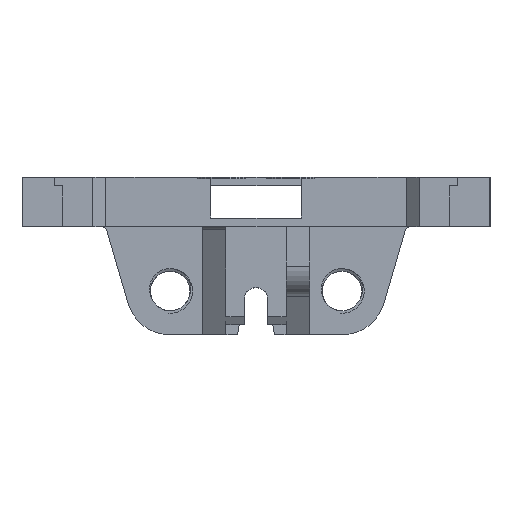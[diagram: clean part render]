
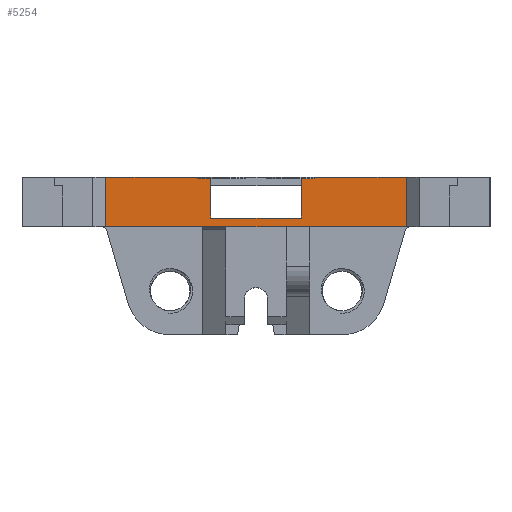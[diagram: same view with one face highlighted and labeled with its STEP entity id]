
A CAD part, left-side view. The second image highlights one B-rep face of the part: STEP entity #5254.
In plain terms, the highlighted face is planar.
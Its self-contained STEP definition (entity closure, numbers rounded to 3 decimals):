
#29 = VECTOR ( 'NONE', #8208, 1000. ) ;
#196 = FACE_OUTER_BOUND ( 'NONE', #8587, .T. ) ;
#914 = EDGE_CURVE ( 'NONE', #14030, #7302, #4435, .T. ) ;
#940 = LINE ( 'NONE', #12551, #12306 ) ;
#1048 = ORIENTED_EDGE ( 'NONE', *, *, #9481, .F. ) ;
#1134 = CARTESIAN_POINT ( 'NONE',  ( -27.5, 11.75, 9.5 ) ) ;
#1165 = DIRECTION ( 'NONE',  ( 0., 0., 1. ) ) ;
#1169 = CARTESIAN_POINT ( 'NONE',  ( -73., 11.75, 9.5 ) ) ;
#1414 = ORIENTED_EDGE ( 'NONE', *, *, #6268, .F. ) ;
#1461 = CARTESIAN_POINT ( 'NONE',  ( -24.399, 11.75, 0.4 ) ) ;
#1477 = VERTEX_POINT ( 'NONE', #12318 ) ;
#1660 = CARTESIAN_POINT ( 'NONE',  ( -51.601, 11.75, 0.4 ) ) ;
#2290 = DIRECTION ( 'NONE',  ( -1., 0., 0. ) ) ;
#2404 = EDGE_CURVE ( 'NONE', #4734, #10952, #5620, .T. ) ;
#2469 = ORIENTED_EDGE ( 'NONE', *, *, #914, .F. ) ;
#2484 = ORIENTED_EDGE ( 'NONE', *, *, #13207, .F. ) ;
#2503 = ORIENTED_EDGE ( 'NONE', *, *, #14360, .F. ) ;
#2591 = LINE ( 'NONE', #13905, #3536 ) ;
#2634 = VECTOR ( 'NONE', #11202, 1000. ) ;
#2886 = CARTESIAN_POINT ( 'NONE',  ( -51.601, 11.75, 0. ) ) ;
#2915 = ORIENTED_EDGE ( 'NONE', *, *, #7934, .F. ) ;
#2940 = ORIENTED_EDGE ( 'NONE', *, *, #15625, .T. ) ;
#3042 = LINE ( 'NONE', #7237, #12698 ) ;
#3064 = CARTESIAN_POINT ( 'NONE',  ( -3., 11.75, 0. ) ) ;
#3072 = ORIENTED_EDGE ( 'NONE', *, *, #4359, .F. ) ;
#3086 = LINE ( 'NONE', #12908, #29 ) ;
#3536 = VECTOR ( 'NONE', #7719, 1000. ) ;
#3541 = DIRECTION ( 'NONE',  ( 1., 0., 0. ) ) ;
#3562 = VERTEX_POINT ( 'NONE', #1461 ) ;
#3796 = VECTOR ( 'NONE', #3541, 1000. ) ;
#3849 = LINE ( 'NONE', #1169, #15000 ) ;
#4267 = CARTESIAN_POINT ( 'NONE',  ( -3., 11.75, 0. ) ) ;
#4283 = DIRECTION ( 'NONE',  ( 0., 0., 1. ) ) ;
#4359 = EDGE_CURVE ( 'NONE', #7808, #3562, #12358, .T. ) ;
#4384 = VECTOR ( 'NONE', #1165, 1000. ) ;
#4435 = LINE ( 'NONE', #8578, #10890 ) ;
#4734 = VERTEX_POINT ( 'NONE', #15373 ) ;
#4861 = ORIENTED_EDGE ( 'NONE', *, *, #15649, .F. ) ;
#4904 = LINE ( 'NONE', #1660, #2634 ) ;
#5254 = ADVANCED_FACE ( 'NONE', ( #196 ), #5829, .T. ) ;
#5620 = LINE ( 'NONE', #7046, #11872 ) ;
#5657 = CARTESIAN_POINT ( 'NONE',  ( -73., 11.75, 11.5 ) ) ;
#5829 = PLANE ( 'NONE',  #7050 ) ;
#5879 = EDGE_CURVE ( 'NONE', #6377, #13611, #940, .T. ) ;
#6268 = EDGE_CURVE ( 'NONE', #4734, #11257, #4904, .T. ) ;
#6377 = VERTEX_POINT ( 'NONE', #3064 ) ;
#6854 = VERTEX_POINT ( 'NONE', #1134 ) ;
#7046 = CARTESIAN_POINT ( 'NONE',  ( -73., 11.75, 0.4 ) ) ;
#7050 = AXIS2_PLACEMENT_3D ( 'NONE', #8174, #11965, #7108 ) ;
#7108 = DIRECTION ( 'NONE',  ( 0., 0., -1. ) ) ;
#7237 = CARTESIAN_POINT ( 'NONE',  ( -27.5, 11.75, 6.5 ) ) ;
#7302 = VERTEX_POINT ( 'NONE', #5657 ) ;
#7319 = CARTESIAN_POINT ( 'NONE',  ( -24.399, 11.75, 0.4 ) ) ;
#7532 = VECTOR ( 'NONE', #12003, 1000. ) ;
#7719 = DIRECTION ( 'NONE',  ( -1., 0., 0. ) ) ;
#7808 = VERTEX_POINT ( 'NONE', #10332 ) ;
#7934 = EDGE_CURVE ( 'NONE', #6854, #1477, #3849, .T. ) ;
#8174 = CARTESIAN_POINT ( 'NONE',  ( -73., 11.75, 6.5 ) ) ;
#8208 = DIRECTION ( 'NONE',  ( 1., 0., 0. ) ) ;
#8575 = CARTESIAN_POINT ( 'NONE',  ( -48.5, 11.75, 6.5 ) ) ;
#8578 = CARTESIAN_POINT ( 'NONE',  ( -73., 11.75, 6.5 ) ) ;
#8587 = EDGE_LOOP ( 'NONE', ( #3072, #8846, #10831, #1048, #2469, #2503, #1414, #15375, #2484, #2915, #4861, #2940 ) ) ;
#8846 = ORIENTED_EDGE ( 'NONE', *, *, #12479, .T. ) ;
#9265 = LINE ( 'NONE', #4267, #11309 ) ;
#9481 = EDGE_CURVE ( 'NONE', #7302, #13611, #3086, .T. ) ;
#9988 = DIRECTION ( 'NONE',  ( 0., 0., 1. ) ) ;
#10332 = CARTESIAN_POINT ( 'NONE',  ( -24.399, 11.75, 0. ) ) ;
#10587 = CARTESIAN_POINT ( 'NONE',  ( -73., 11.75, 0. ) ) ;
#10621 = CARTESIAN_POINT ( 'NONE',  ( -48.5, 11.75, 0.4 ) ) ;
#10831 = ORIENTED_EDGE ( 'NONE', *, *, #5879, .T. ) ;
#10890 = VECTOR ( 'NONE', #9988, 1000. ) ;
#10952 = VERTEX_POINT ( 'NONE', #10621 ) ;
#10999 = LINE ( 'NONE', #11987, #3796 ) ;
#11202 = DIRECTION ( 'NONE',  ( 0., 0., -1. ) ) ;
#11257 = VERTEX_POINT ( 'NONE', #2886 ) ;
#11309 = VECTOR ( 'NONE', #12748, 1000. ) ;
#11872 = VECTOR ( 'NONE', #14483, 1000. ) ;
#11965 = DIRECTION ( 'NONE',  ( 0., -1., 0. ) ) ;
#11987 = CARTESIAN_POINT ( 'NONE',  ( -73., 11.75, 0.4 ) ) ;
#12003 = DIRECTION ( 'NONE',  ( 0., 0., -1. ) ) ;
#12306 = VECTOR ( 'NONE', #4283, 1000. ) ;
#12318 = CARTESIAN_POINT ( 'NONE',  ( -48.5, 11.75, 9.5 ) ) ;
#12358 = LINE ( 'NONE', #7319, #4384 ) ;
#12479 = EDGE_CURVE ( 'NONE', #7808, #6377, #9265, .T. ) ;
#12551 = CARTESIAN_POINT ( 'NONE',  ( -3., 11.75, 6.5 ) ) ;
#12698 = VECTOR ( 'NONE', #14412, 1000. ) ;
#12748 = DIRECTION ( 'NONE',  ( 1., 0., 0. ) ) ;
#12841 = CARTESIAN_POINT ( 'NONE',  ( -3., 11.75, 11.5 ) ) ;
#12908 = CARTESIAN_POINT ( 'NONE',  ( -73., 11.75, 11.5 ) ) ;
#13029 = LINE ( 'NONE', #8575, #7532 ) ;
#13207 = EDGE_CURVE ( 'NONE', #1477, #10952, #13029, .T. ) ;
#13611 = VERTEX_POINT ( 'NONE', #12841 ) ;
#13905 = CARTESIAN_POINT ( 'NONE',  ( -73., 11.75, 0. ) ) ;
#14026 = VERTEX_POINT ( 'NONE', #15482 ) ;
#14030 = VERTEX_POINT ( 'NONE', #10587 ) ;
#14360 = EDGE_CURVE ( 'NONE', #11257, #14030, #2591, .T. ) ;
#14412 = DIRECTION ( 'NONE',  ( 0., 0., 1. ) ) ;
#14483 = DIRECTION ( 'NONE',  ( 1., 0., 0. ) ) ;
#15000 = VECTOR ( 'NONE', #2290, 1000. ) ;
#15373 = CARTESIAN_POINT ( 'NONE',  ( -51.601, 11.75, 0.4 ) ) ;
#15375 = ORIENTED_EDGE ( 'NONE', *, *, #2404, .T. ) ;
#15482 = CARTESIAN_POINT ( 'NONE',  ( -27.5, 11.75, 0.4 ) ) ;
#15625 = EDGE_CURVE ( 'NONE', #14026, #3562, #10999, .T. ) ;
#15649 = EDGE_CURVE ( 'NONE', #14026, #6854, #3042, .T. ) ;
